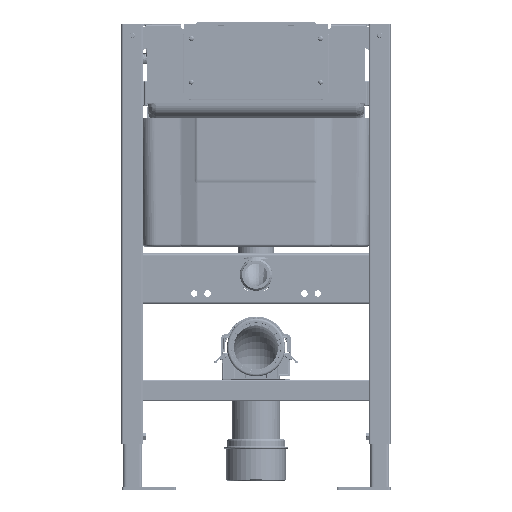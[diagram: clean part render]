
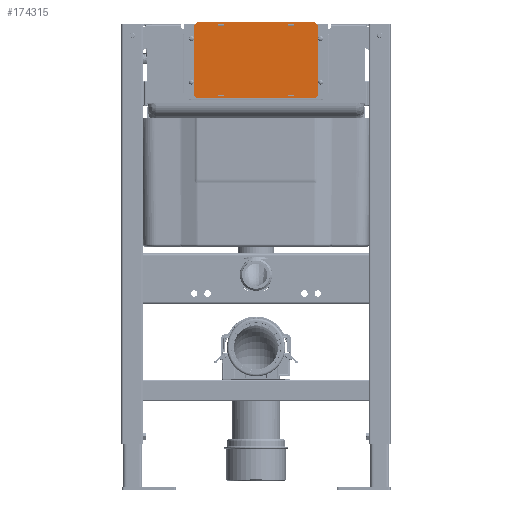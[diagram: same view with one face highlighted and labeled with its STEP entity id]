
A CAD part, top view. The second image highlights one B-rep face of the part: STEP entity #174315.
In plain terms, the highlighted planar face has unit normal (0, 0, 1).
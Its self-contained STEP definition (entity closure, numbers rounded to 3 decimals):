
#29972=CARTESIAN_POINT('',(105.5,814.45,68.5));
#29973=DIRECTION('',(0.,0.,-1.));
#29974=DIRECTION('',(0.,1.,0.));
#29975=AXIS2_PLACEMENT_3D('',#29972,#29973,#29974);
#29977=CARTESIAN_POINT('',(105.5,692.45,68.5));
#29978=DIRECTION('',(0.,0.,-1.));
#29979=DIRECTION('',(1.,0.,0.));
#29980=AXIS2_PLACEMENT_3D('',#29977,#29978,#29979);
#29982=CARTESIAN_POINT('',(-105.5,692.45,68.5));
#29983=DIRECTION('',(0.,0.,-1.));
#29984=DIRECTION('',(0.,-1.,0.));
#29985=AXIS2_PLACEMENT_3D('',#29982,#29983,#29984);
#29987=CARTESIAN_POINT('',(-105.5,814.45,68.5));
#29988=DIRECTION('',(0.,0.,-1.));
#29989=DIRECTION('',(-1.,0.,0.));
#29990=AXIS2_PLACEMENT_3D('',#29987,#29988,#29989);
#30054=DIRECTION('',(-1.,0.,0.));
#30055=VECTOR('',#30054,211.);
#30056=CARTESIAN_POINT('',(105.5,824.45,68.5));
#30057=LINE('',#30056,#30055);
#30089=DIRECTION('',(0.,-1.,0.));
#30090=VECTOR('',#30089,122.);
#30091=CARTESIAN_POINT('',(-115.5,814.45,68.5));
#30092=LINE('',#30091,#30090);
#30124=DIRECTION('',(1.,0.,0.));
#30125=VECTOR('',#30124,211.);
#30126=CARTESIAN_POINT('',(-105.5,682.45,68.5));
#30127=LINE('',#30126,#30125);
#30164=DIRECTION('',(0.,1.,0.));
#30165=VECTOR('',#30164,122.);
#30166=CARTESIAN_POINT('',(115.5,692.45,68.5));
#30167=LINE('',#30166,#30165);
#30608=DIRECTION('',(0.,1.,0.));
#30609=VECTOR('',#30608,2.5);
#30610=CARTESIAN_POINT('',(59.5,817.65,68.5));
#30611=LINE('',#30610,#30609);
#30616=DIRECTION('',(1.,0.,0.));
#30617=VECTOR('',#30616,11.);
#30618=CARTESIAN_POINT('',(59.5,820.15,68.5));
#30619=LINE('',#30618,#30617);
#30624=DIRECTION('',(0.,-1.,0.));
#30625=VECTOR('',#30624,2.5);
#30626=CARTESIAN_POINT('',(70.5,820.15,68.5));
#30627=LINE('',#30626,#30625);
#30636=DIRECTION('',(-1.,0.,0.));
#30637=VECTOR('',#30636,11.);
#30638=CARTESIAN_POINT('',(-59.5,817.65,68.5));
#30639=LINE('',#30638,#30637);
#30652=DIRECTION('',(-1.,0.,0.));
#30653=VECTOR('',#30652,11.);
#30654=CARTESIAN_POINT('',(70.5,817.65,68.5));
#30655=LINE('',#30654,#30653);
#30660=DIRECTION('',(0.,-1.,0.));
#30661=VECTOR('',#30660,2.5);
#30662=CARTESIAN_POINT('',(-59.5,820.15,68.5));
#30663=LINE('',#30662,#30661);
#30672=DIRECTION('',(1.,0.,0.));
#30673=VECTOR('',#30672,11.);
#30674=CARTESIAN_POINT('',(-70.5,820.15,68.5));
#30675=LINE('',#30674,#30673);
#30688=DIRECTION('',(0.,1.,0.));
#30689=VECTOR('',#30688,2.5);
#30690=CARTESIAN_POINT('',(-70.5,817.65,68.5));
#30691=LINE('',#30690,#30689);
#30716=DIRECTION('',(1.,0.,0.));
#30717=VECTOR('',#30716,11.);
#30718=CARTESIAN_POINT('',(-70.5,689.25,68.5));
#30719=LINE('',#30718,#30717);
#30724=DIRECTION('',(1.,0.,0.));
#30725=VECTOR('',#30724,11.);
#30726=CARTESIAN_POINT('',(59.5,689.25,68.5));
#30727=LINE('',#30726,#30725);
#30736=DIRECTION('',(0.,1.,0.));
#30737=VECTOR('',#30736,2.5);
#30738=CARTESIAN_POINT('',(-70.5,686.75,68.5));
#30739=LINE('',#30738,#30737);
#30748=DIRECTION('',(-1.,0.,0.));
#30749=VECTOR('',#30748,11.);
#30750=CARTESIAN_POINT('',(-59.5,686.75,68.5));
#30751=LINE('',#30750,#30749);
#30764=DIRECTION('',(0.,-1.,0.));
#30765=VECTOR('',#30764,2.5);
#30766=CARTESIAN_POINT('',(-59.5,689.25,68.5));
#30767=LINE('',#30766,#30765);
#30772=DIRECTION('',(0.,1.,0.));
#30773=VECTOR('',#30772,2.5);
#30774=CARTESIAN_POINT('',(59.5,686.75,68.5));
#30775=LINE('',#30774,#30773);
#30784=DIRECTION('',(-1.,0.,0.));
#30785=VECTOR('',#30784,11.);
#30786=CARTESIAN_POINT('',(70.5,686.75,68.5));
#30787=LINE('',#30786,#30785);
#30800=DIRECTION('',(0.,-1.,0.));
#30801=VECTOR('',#30800,2.5);
#30802=CARTESIAN_POINT('',(70.5,689.25,68.5));
#30803=LINE('',#30802,#30801);
#111812=CARTESIAN_POINT('',(105.5,824.45,68.5));
#111813=CARTESIAN_POINT('',(115.5,814.45,68.5));
#111814=VERTEX_POINT('',#111812);
#111815=VERTEX_POINT('',#111813);
#111816=CARTESIAN_POINT('',(115.5,692.45,68.5));
#111817=VERTEX_POINT('',#111816);
#111818=CARTESIAN_POINT('',(105.5,682.45,68.5));
#111819=VERTEX_POINT('',#111818);
#111820=CARTESIAN_POINT('',(-105.5,682.45,68.5));
#111821=VERTEX_POINT('',#111820);
#111822=CARTESIAN_POINT('',(-115.5,692.45,68.5));
#111823=VERTEX_POINT('',#111822);
#111824=CARTESIAN_POINT('',(-115.5,814.45,68.5));
#111825=VERTEX_POINT('',#111824);
#111826=CARTESIAN_POINT('',(-105.5,824.45,68.5));
#111827=VERTEX_POINT('',#111826);
#111828=CARTESIAN_POINT('',(59.5,817.65,68.5));
#111829=CARTESIAN_POINT('',(59.5,820.15,68.5));
#111830=VERTEX_POINT('',#111828);
#111831=VERTEX_POINT('',#111829);
#111832=CARTESIAN_POINT('',(70.5,817.65,68.5));
#111833=VERTEX_POINT('',#111832);
#111834=CARTESIAN_POINT('',(70.5,820.15,68.5));
#111835=VERTEX_POINT('',#111834);
#111836=CARTESIAN_POINT('',(59.5,689.25,68.5));
#111837=CARTESIAN_POINT('',(70.5,689.25,68.5));
#111838=VERTEX_POINT('',#111836);
#111839=VERTEX_POINT('',#111837);
#111840=CARTESIAN_POINT('',(59.5,686.75,68.5));
#111841=VERTEX_POINT('',#111840);
#111842=CARTESIAN_POINT('',(70.5,686.75,68.5));
#111843=VERTEX_POINT('',#111842);
#111844=CARTESIAN_POINT('',(-59.5,689.25,68.5));
#111845=CARTESIAN_POINT('',(-59.5,686.75,68.5));
#111846=VERTEX_POINT('',#111844);
#111847=VERTEX_POINT('',#111845);
#111848=CARTESIAN_POINT('',(-70.5,689.25,68.5));
#111849=VERTEX_POINT('',#111848);
#111850=CARTESIAN_POINT('',(-70.5,686.75,68.5));
#111851=VERTEX_POINT('',#111850);
#111852=CARTESIAN_POINT('',(-59.5,817.65,68.5));
#111853=CARTESIAN_POINT('',(-70.5,817.65,68.5));
#111854=VERTEX_POINT('',#111852);
#111855=VERTEX_POINT('',#111853);
#111856=CARTESIAN_POINT('',(-59.5,820.15,68.5));
#111857=VERTEX_POINT('',#111856);
#111858=CARTESIAN_POINT('',(-70.5,820.15,68.5));
#111859=VERTEX_POINT('',#111858);
#174252=CARTESIAN_POINT('',(0.,753.45,68.5));
#174253=DIRECTION('',(0.,0.,1.));
#174254=DIRECTION('',(-1.,0.,0.));
#174255=AXIS2_PLACEMENT_3D('',#174252,#174253,#174254);
#174256=PLANE('',#174255);
#174258=ORIENTED_EDGE('',*,*,#174257,.T.);
#174260=ORIENTED_EDGE('',*,*,#174259,.F.);
#174262=ORIENTED_EDGE('',*,*,#174261,.T.);
#174264=ORIENTED_EDGE('',*,*,#174263,.F.);
#174266=ORIENTED_EDGE('',*,*,#174265,.T.);
#174268=ORIENTED_EDGE('',*,*,#174267,.F.);
#174270=ORIENTED_EDGE('',*,*,#174269,.T.);
#174272=ORIENTED_EDGE('',*,*,#174271,.F.);
#174273=EDGE_LOOP('',(#174258,#174260,#174262,#174264,#174266,#174268,#174270,
#174272));
#174274=FACE_OUTER_BOUND('',#174273,.F.);
#174276=ORIENTED_EDGE('',*,*,#174275,.F.);
#174278=ORIENTED_EDGE('',*,*,#174277,.F.);
#174280=ORIENTED_EDGE('',*,*,#174279,.F.);
#174282=ORIENTED_EDGE('',*,*,#174281,.F.);
#174283=EDGE_LOOP('',(#174276,#174278,#174280,#174282));
#174284=FACE_BOUND('',#174283,.F.);
#174286=ORIENTED_EDGE('',*,*,#174285,.F.);
#174288=ORIENTED_EDGE('',*,*,#174287,.F.);
#174290=ORIENTED_EDGE('',*,*,#174289,.F.);
#174292=ORIENTED_EDGE('',*,*,#174291,.F.);
#174293=EDGE_LOOP('',(#174286,#174288,#174290,#174292));
#174294=FACE_BOUND('',#174293,.F.);
#174296=ORIENTED_EDGE('',*,*,#174295,.F.);
#174298=ORIENTED_EDGE('',*,*,#174297,.F.);
#174300=ORIENTED_EDGE('',*,*,#174299,.F.);
#174302=ORIENTED_EDGE('',*,*,#174301,.F.);
#174303=EDGE_LOOP('',(#174296,#174298,#174300,#174302));
#174304=FACE_BOUND('',#174303,.F.);
#174306=ORIENTED_EDGE('',*,*,#174305,.F.);
#174308=ORIENTED_EDGE('',*,*,#174307,.F.);
#174310=ORIENTED_EDGE('',*,*,#174309,.F.);
#174312=ORIENTED_EDGE('',*,*,#174311,.F.);
#174313=EDGE_LOOP('',(#174306,#174308,#174310,#174312));
#174314=FACE_BOUND('',#174313,.F.);
#29976=CIRCLE('',#29975,10.);
#29981=CIRCLE('',#29980,10.);
#29986=CIRCLE('',#29985,10.);
#29991=CIRCLE('',#29990,10.);
#174257=EDGE_CURVE('',#111814,#111815,#29976,.T.);
#174259=EDGE_CURVE('',#111817,#111815,#30167,.T.);
#174261=EDGE_CURVE('',#111817,#111819,#29981,.T.);
#174263=EDGE_CURVE('',#111821,#111819,#30127,.T.);
#174265=EDGE_CURVE('',#111821,#111823,#29986,.T.);
#174267=EDGE_CURVE('',#111825,#111823,#30092,.T.);
#174269=EDGE_CURVE('',#111825,#111827,#29991,.T.);
#174271=EDGE_CURVE('',#111814,#111827,#30057,.T.);
#174275=EDGE_CURVE('',#111830,#111831,#30611,.T.);
#174277=EDGE_CURVE('',#111833,#111830,#30655,.T.);
#174279=EDGE_CURVE('',#111835,#111833,#30627,.T.);
#174281=EDGE_CURVE('',#111831,#111835,#30619,.T.);
#174285=EDGE_CURVE('',#111838,#111839,#30727,.T.);
#174287=EDGE_CURVE('',#111841,#111838,#30775,.T.);
#174289=EDGE_CURVE('',#111843,#111841,#30787,.T.);
#174291=EDGE_CURVE('',#111839,#111843,#30803,.T.);
#174295=EDGE_CURVE('',#111846,#111847,#30767,.T.);
#174297=EDGE_CURVE('',#111849,#111846,#30719,.T.);
#174299=EDGE_CURVE('',#111851,#111849,#30739,.T.);
#174301=EDGE_CURVE('',#111847,#111851,#30751,.T.);
#174305=EDGE_CURVE('',#111854,#111855,#30639,.T.);
#174307=EDGE_CURVE('',#111857,#111854,#30663,.T.);
#174309=EDGE_CURVE('',#111859,#111857,#30675,.T.);
#174311=EDGE_CURVE('',#111855,#111859,#30691,.T.);
#174315=ADVANCED_FACE('',(#174274,#174284,#174294,#174304,#174314),#174256,.T.);
